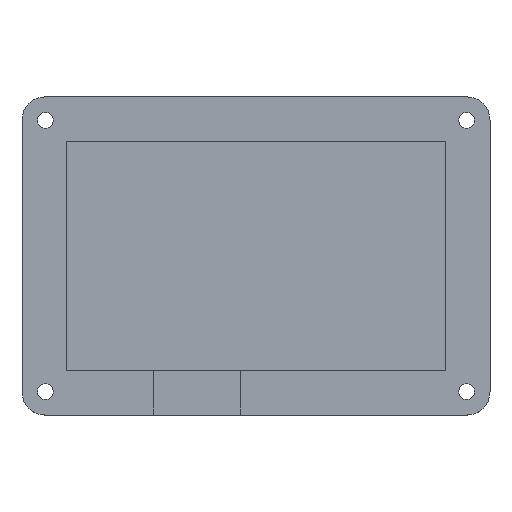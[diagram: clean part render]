
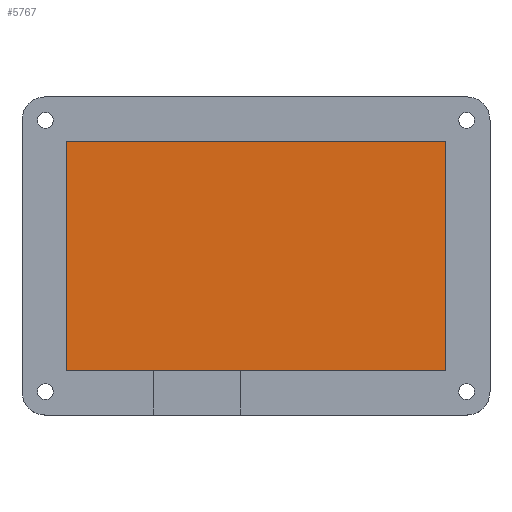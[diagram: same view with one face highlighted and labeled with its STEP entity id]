
A CAD part, top view. The second image highlights one B-rep face of the part: STEP entity #5767.
In plain terms, the highlighted planar face has unit normal (0, 0, 1).
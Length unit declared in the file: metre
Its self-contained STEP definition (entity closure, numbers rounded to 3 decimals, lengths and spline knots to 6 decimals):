
#403=LINE('',#8142,#922);
#417=LINE('',#8213,#936);
#419=LINE('',#8217,#938);
#432=LINE('',#8238,#951);
#922=VECTOR('',#6579,1.);
#936=VECTOR('',#6653,1.);
#938=VECTOR('',#6657,1.);
#951=VECTOR('',#6680,1.);
#1653=ORIENTED_EDGE('',*,*,#3381,.F.);
#1654=ORIENTED_EDGE('',*,*,#3351,.T.);
#1655=ORIENTED_EDGE('',*,*,#3396,.T.);
#1656=ORIENTED_EDGE('',*,*,#3383,.F.);
#3351=EDGE_CURVE('',#4241,#4240,#403,.T.);
#3381=EDGE_CURVE('',#4241,#4268,#417,.T.);
#3383=EDGE_CURVE('',#4268,#4269,#419,.T.);
#3396=EDGE_CURVE('',#4240,#4269,#432,.T.);
#4240=VERTEX_POINT('',#8141);
#4241=VERTEX_POINT('',#8143);
#4268=VERTEX_POINT('',#8214);
#4269=VERTEX_POINT('',#8218);
#4926=EDGE_LOOP('',(#1653,#1654,#1655,#1656));
#5293=FACE_BOUND('',#4926,.T.);
#5618=PLANE('',#6167);
#5767=ADVANCED_FACE('',(#5293),#5618,.T.);
#6167=AXIS2_PLACEMENT_3D('',#8239,#6681,#6682);
#6579=DIRECTION('',(1.,0.,0.));
#6653=DIRECTION('',(0.,1.,0.));
#6657=DIRECTION('',(1.,0.,0.));
#6680=DIRECTION('',(0.,1.,0.));
#6681=DIRECTION('',(0.,0.,1.));
#6682=DIRECTION('',(1.,0.,0.));
#8141=CARTESIAN_POINT('',(0.081,0.,0.003));
#8142=CARTESIAN_POINT('',(0.0405,0.,0.003));
#8143=CARTESIAN_POINT('',(0.,0.,0.003));
#8213=CARTESIAN_POINT('',(0.,0.0245,0.003));
#8214=CARTESIAN_POINT('',(0.,0.049,0.003));
#8217=CARTESIAN_POINT('',(0.0405,0.049,0.003));
#8218=CARTESIAN_POINT('',(0.081,0.049,0.003));
#8238=CARTESIAN_POINT('',(0.081,0.0245,0.003));
#8239=CARTESIAN_POINT('',(0.0405,0.0245,0.003));
